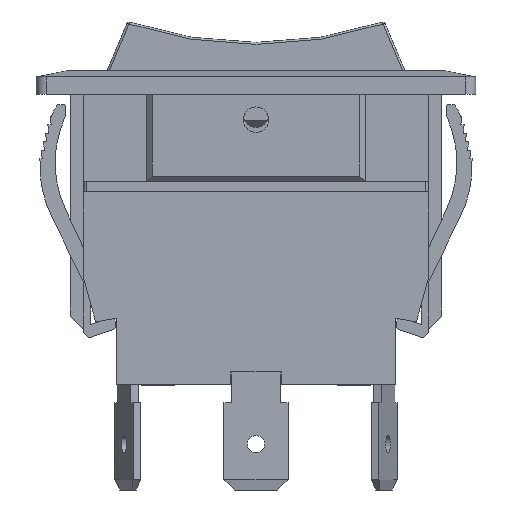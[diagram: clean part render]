
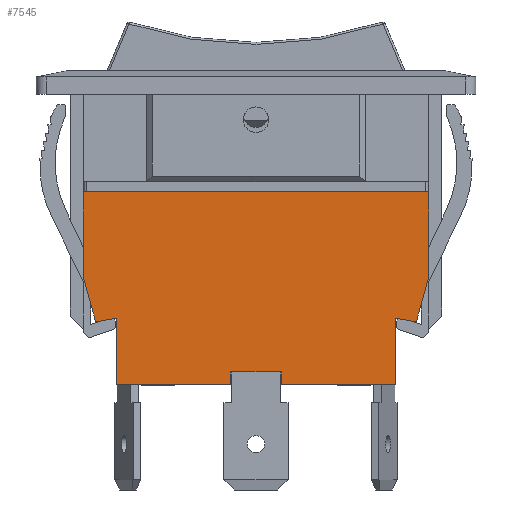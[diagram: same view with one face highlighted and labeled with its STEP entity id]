
A CAD part, front view. The second image highlights one B-rep face of the part: STEP entity #7545.
In plain terms, the highlighted planar face has unit normal (0, -1, 0).
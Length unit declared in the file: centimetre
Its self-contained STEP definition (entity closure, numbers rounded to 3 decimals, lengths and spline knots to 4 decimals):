
#286=PLANE('',#8074);
#674=FACE_OUTER_BOUND('',#1124,.T.);
#1124=EDGE_LOOP('',(#6312,#6313,#6314,#6315,#6316,#6317,#6318,#6319,#6320,
#6321,#6322,#6323,#6324,#6325));
#1824=LINE('',#12884,#2742);
#1838=LINE('',#12913,#2756);
#1846=LINE('',#12930,#2764);
#1883=LINE('',#13005,#2801);
#1886=LINE('',#13010,#2804);
#1902=LINE('',#13042,#2820);
#1906=LINE('',#13049,#2824);
#1907=LINE('',#13051,#2825);
#1930=LINE('',#13100,#2848);
#1946=LINE('',#13127,#2864);
#1968=LINE('',#13172,#2886);
#1969=LINE('',#13174,#2887);
#1971=LINE('',#13177,#2889);
#1973=LINE('',#13180,#2891);
#2742=VECTOR('',#9286,1.);
#2756=VECTOR('',#9304,1.);
#2764=VECTOR('',#9314,1.);
#2801=VECTOR('',#9375,1.);
#2804=VECTOR('',#9380,1.);
#2820=VECTOR('',#9402,1.);
#2824=VECTOR('',#9408,1.);
#2825=VECTOR('',#9411,1.);
#2848=VECTOR('',#9452,1.);
#2864=VECTOR('',#9468,1.);
#2886=VECTOR('',#9516,1.);
#2887=VECTOR('',#9519,1.);
#2889=VECTOR('',#9523,1.);
#2891=VECTOR('',#9527,1.);
#3607=VERTEX_POINT('',#12881);
#3608=VERTEX_POINT('',#12883);
#3620=VERTEX_POINT('',#12911);
#3621=VERTEX_POINT('',#12912);
#3628=VERTEX_POINT('',#12928);
#3629=VERTEX_POINT('',#12929);
#3655=VERTEX_POINT('',#13004);
#3656=VERTEX_POINT('',#13008);
#3668=VERTEX_POINT('',#13039);
#3669=VERTEX_POINT('',#13041);
#3670=VERTEX_POINT('',#13045);
#3671=VERTEX_POINT('',#13047);
#3688=VERTEX_POINT('',#13099);
#3699=VERTEX_POINT('',#13125);
#4489=EDGE_CURVE('',#3608,#3607,#1824,.T.);
#4503=EDGE_CURVE('',#3620,#3621,#1838,.T.);
#4511=EDGE_CURVE('',#3628,#3629,#1846,.T.);
#4548=EDGE_CURVE('',#3655,#3608,#1883,.T.);
#4551=EDGE_CURVE('',#3607,#3656,#1886,.T.);
#4567=EDGE_CURVE('',#3669,#3668,#1902,.T.);
#4571=EDGE_CURVE('',#3670,#3671,#1906,.T.);
#4572=EDGE_CURVE('',#3668,#3670,#1907,.T.);
#4595=EDGE_CURVE('',#3688,#3669,#1930,.T.);
#4611=EDGE_CURVE('',#3671,#3699,#1946,.T.);
#4633=EDGE_CURVE('',#3621,#3688,#1968,.T.);
#4634=EDGE_CURVE('',#3699,#3628,#1969,.T.);
#4636=EDGE_CURVE('',#3656,#3620,#1971,.T.);
#4638=EDGE_CURVE('',#3629,#3655,#1973,.T.);
#6312=ORIENTED_EDGE('',*,*,#4489,.T.);
#6313=ORIENTED_EDGE('',*,*,#4551,.T.);
#6314=ORIENTED_EDGE('',*,*,#4636,.T.);
#6315=ORIENTED_EDGE('',*,*,#4503,.T.);
#6316=ORIENTED_EDGE('',*,*,#4633,.T.);
#6317=ORIENTED_EDGE('',*,*,#4595,.T.);
#6318=ORIENTED_EDGE('',*,*,#4567,.T.);
#6319=ORIENTED_EDGE('',*,*,#4572,.T.);
#6320=ORIENTED_EDGE('',*,*,#4571,.T.);
#6321=ORIENTED_EDGE('',*,*,#4611,.T.);
#6322=ORIENTED_EDGE('',*,*,#4634,.T.);
#6323=ORIENTED_EDGE('',*,*,#4511,.T.);
#6324=ORIENTED_EDGE('',*,*,#4638,.T.);
#6325=ORIENTED_EDGE('',*,*,#4548,.T.);
#7545=ADVANCED_FACE('',(#674),#286,.T.);
#8074=AXIS2_PLACEMENT_3D('',#13179,#9525,#9526);
#9286=DIRECTION('',(-1.,0.,0.));
#9304=DIRECTION('',(0.981,0.,0.196));
#9314=DIRECTION('',(0.981,0.,-0.196));
#9375=DIRECTION('',(0.,0.,1.));
#9380=DIRECTION('',(0.,0.,-1.));
#9402=DIRECTION('',(0.,0.,1.));
#9408=DIRECTION('',(0.,0.,-1.));
#9411=DIRECTION('',(1.,0.,0.));
#9452=DIRECTION('',(1.,0.,0.));
#9468=DIRECTION('',(1.,0.,0.));
#9516=DIRECTION('',(0.,0.,-1.));
#9519=DIRECTION('',(0.,0.,1.));
#9523=DIRECTION('',(0.268,0.,-0.964));
#9525=DIRECTION('center_axis',(0.,-1.,0.));
#9526=DIRECTION('ref_axis',(0.,0.,1.));
#9527=DIRECTION('',(0.268,0.,0.964));
#12881=CARTESIAN_POINT('',(-1.7,-0.975,1.87));
#12883=CARTESIAN_POINT('',(1.7,-0.975,1.87));
#12884=CARTESIAN_POINT('',(2.1863,-0.975,1.87));
#12911=CARTESIAN_POINT('',(-1.575,-0.975,0.59));
#12912=CARTESIAN_POINT('',(-1.375,-0.975,0.63));
#12913=CARTESIAN_POINT('',(0.0466,-0.975,0.9143));
#12928=CARTESIAN_POINT('',(1.375,-0.975,0.63));
#12929=CARTESIAN_POINT('',(1.575,-0.975,0.59));
#12930=CARTESIAN_POINT('',(1.588,-0.975,0.5874));
#13004=CARTESIAN_POINT('',(1.7,-0.975,1.04));
#13005=CARTESIAN_POINT('',(1.7,-0.975,0.04));
#13008=CARTESIAN_POINT('',(-1.7,-0.975,1.04));
#13010=CARTESIAN_POINT('',(-1.7,-0.975,0.04));
#13039=CARTESIAN_POINT('',(-0.25,-0.975,0.1));
#13041=CARTESIAN_POINT('',(-0.25,-0.975,-0.02));
#13042=CARTESIAN_POINT('',(-0.25,-0.975,0.01));
#13045=CARTESIAN_POINT('',(0.25,-0.975,0.1));
#13047=CARTESIAN_POINT('',(0.25,-0.975,-0.02));
#13049=CARTESIAN_POINT('',(0.25,-0.975,0.01));
#13051=CARTESIAN_POINT('',(0.85,-0.975,0.1));
#13099=CARTESIAN_POINT('',(-1.375,-0.975,-0.02));
#13100=CARTESIAN_POINT('',(1.7,-0.975,-0.02));
#13125=CARTESIAN_POINT('',(1.375,-0.975,-0.02));
#13127=CARTESIAN_POINT('',(1.7,-0.975,-0.02));
#13172=CARTESIAN_POINT('',(-1.375,-0.975,0.01));
#13174=CARTESIAN_POINT('',(1.375,-0.975,0.01));
#13177=CARTESIAN_POINT('',(-1.3868,-0.975,-0.0876));
#13179=CARTESIAN_POINT('Origin',(1.7,-0.975,0.04));
#13180=CARTESIAN_POINT('',(1.5086,-0.975,0.3508));
